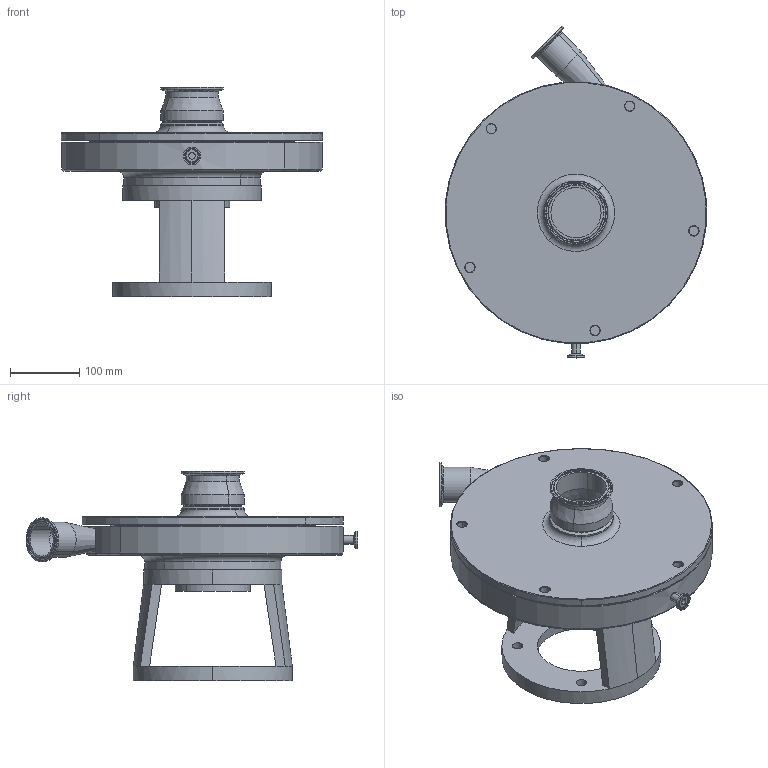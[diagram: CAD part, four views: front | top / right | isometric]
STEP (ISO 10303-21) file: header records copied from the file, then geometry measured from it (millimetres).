
FILE_DESCRIPTION (( 'STEP AP214' ), '1' );
FILE_NAME ('FPR 751-752 250TC 45L 1-2 IN STR DRAIN.STEP', '2023-01-04T19:11:25', ( '' ), ( '' ), 'SwSTEP 2.0', 'SolidWorks 2021', '' );
FILE_SCHEMA (( 'AUTOMOTIVE_DESIGN' ));
Length unit declared in the file: millimetre
Products named in the file (1): FPR 751-752 250TC 45L 1-2 IN STR DRAIN
Bounding box: 377.69 x 480.07 x 302.5 mm (x, y, z)
Volume: 7195503 mm3; surface area: 784992.7 mm2
Topology: 2 solids, 2 shells, 226 faces, 496 edges, 291 vertices
Faces by surface type: cylinder 77, torus 60, cone 52, plane 29, bspline 6, sphere 2
Entity records: 6779 total; most frequent: CARTESIAN_POINT 1566, DIRECTION 1220, ORIENTED_EDGE 992, AXIS2_PLACEMENT_3D 539, EDGE_CURVE 496, CIRCLE 318, VERTEX_POINT 291, EDGE_LOOP 267
